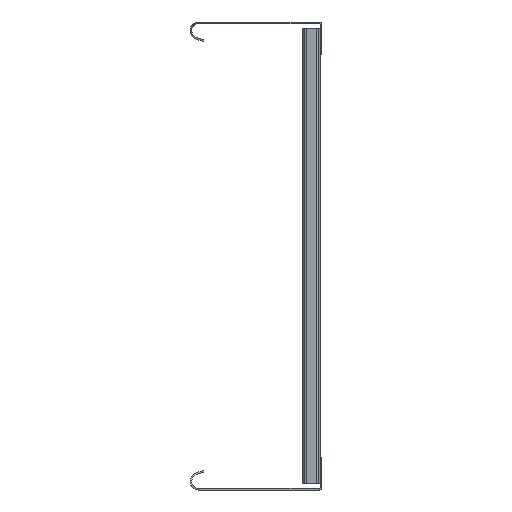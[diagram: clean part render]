
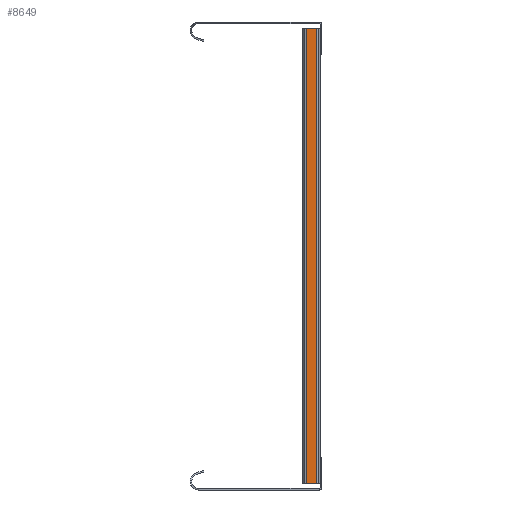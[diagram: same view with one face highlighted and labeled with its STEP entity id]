
A CAD part, left-side view. The second image highlights one B-rep face of the part: STEP entity #8649.
In plain terms, the highlighted planar face has unit normal (-1, 0, 0).
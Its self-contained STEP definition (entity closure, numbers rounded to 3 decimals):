
#58 = CARTESIAN_POINT ( 'NONE',  ( -15., 3., -196.5 ) ) ;
#274 = EDGE_CURVE ( 'NONE', #2524, #2489, #7977, .T. ) ;
#682 = LINE ( 'NONE', #6163, #2898 ) ;
#845 = EDGE_LOOP ( 'NONE', ( #4846, #6700, #5965, #10215 ) ) ;
#877 = DIRECTION ( 'NONE',  ( 0., 0., -1. ) ) ;
#2489 = VERTEX_POINT ( 'NONE', #3352 ) ;
#2524 = VERTEX_POINT ( 'NONE', #9441 ) ;
#2898 = VECTOR ( 'NONE', #5355, 1000. ) ;
#3087 = VERTEX_POINT ( 'NONE', #5031 ) ;
#3352 = CARTESIAN_POINT ( 'NONE',  ( -15., 3., 196.5 ) ) ;
#3521 = DIRECTION ( 'NONE',  ( 0., 0., -1. ) ) ;
#3626 = EDGE_CURVE ( 'NONE', #3087, #2524, #682, .T. ) ;
#4474 = DIRECTION ( 'NONE',  ( 0., 1., 0. ) ) ;
#4846 = ORIENTED_EDGE ( 'NONE', *, *, #3626, .F. ) ;
#4875 = VECTOR ( 'NONE', #4474, 1000. ) ;
#5031 = CARTESIAN_POINT ( 'NONE',  ( -15., 12., -196.5 ) ) ;
#5092 = VERTEX_POINT ( 'NONE', #7311 ) ;
#5355 = DIRECTION ( 'NONE',  ( 0., 0., 1. ) ) ;
#5709 = PLANE ( 'NONE',  #9898 ) ;
#5740 = DIRECTION ( 'NONE',  ( 1., 0., 0. ) ) ;
#5965 = ORIENTED_EDGE ( 'NONE', *, *, #9710, .F. ) ;
#6013 = FACE_OUTER_BOUND ( 'NONE', #845, .T. ) ;
#6134 = DIRECTION ( 'NONE',  ( 0., -1., 0. ) ) ;
#6163 = CARTESIAN_POINT ( 'NONE',  ( -15., 12., -196.5 ) ) ;
#6212 = LINE ( 'NONE', #9415, #4875 ) ;
#6218 = CARTESIAN_POINT ( 'NONE',  ( -15., 1.5, 196.5 ) ) ;
#6700 = ORIENTED_EDGE ( 'NONE', *, *, #9291, .F. ) ;
#7311 = CARTESIAN_POINT ( 'NONE',  ( -15., 3., -196.5 ) ) ;
#7601 = CARTESIAN_POINT ( 'NONE',  ( -15., 3., -196.5 ) ) ;
#7897 = VECTOR ( 'NONE', #6134, 1000. ) ;
#7977 = LINE ( 'NONE', #6218, #7897 ) ;
#8126 = VECTOR ( 'NONE', #3521, 1000. ) ;
#8189 = LINE ( 'NONE', #7601, #8126 ) ;
#8649 = ADVANCED_FACE ( 'NONE', ( #6013 ), #5709, .F. ) ;
#9291 = EDGE_CURVE ( 'NONE', #5092, #3087, #6212, .T. ) ;
#9415 = CARTESIAN_POINT ( 'NONE',  ( -15., 13.5, -196.5 ) ) ;
#9441 = CARTESIAN_POINT ( 'NONE',  ( -15., 12., 196.5 ) ) ;
#9710 = EDGE_CURVE ( 'NONE', #2489, #5092, #8189, .T. ) ;
#9898 = AXIS2_PLACEMENT_3D ( 'NONE', #58, #5740, #877 ) ;
#10215 = ORIENTED_EDGE ( 'NONE', *, *, #274, .F. ) ;
